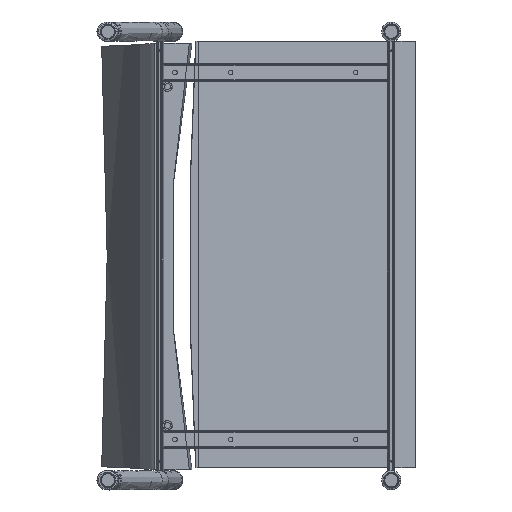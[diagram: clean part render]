
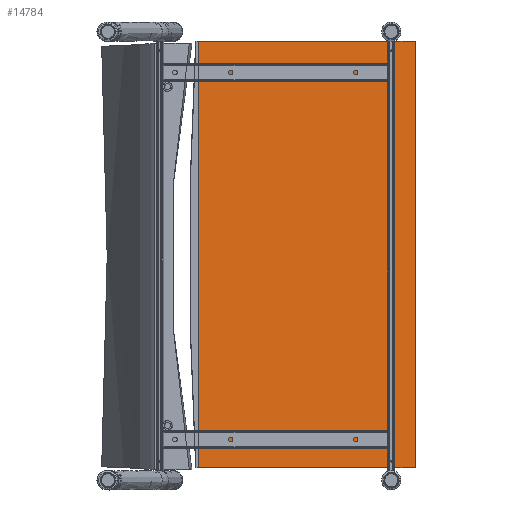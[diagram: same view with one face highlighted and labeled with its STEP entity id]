
A CAD part, front view. The second image highlights one B-rep face of the part: STEP entity #14784.
In plain terms, the highlighted face is planar.
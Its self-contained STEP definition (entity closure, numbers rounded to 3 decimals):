
#868=LINE('',#24184,#1492);
#869=LINE('',#24187,#1493);
#873=LINE('',#24195,#1497);
#874=LINE('',#24196,#1498);
#1492=VECTOR('',#18198,0.394);
#1493=VECTOR('',#18201,0.394);
#1497=VECTOR('',#18207,0.394);
#1498=VECTOR('',#18208,0.394);
#2075=PLANE('',#16049);
#2496=FACE_OUTER_BOUND('',#3676,.T.);
#3676=EDGE_LOOP('',(#10535,#10536,#10537,#10538));
#6499=VERTEX_POINT('',#24178);
#6501=VERTEX_POINT('',#24182);
#6502=VERTEX_POINT('',#24186);
#6505=VERTEX_POINT('',#24194);
#7890=EDGE_CURVE('',#6499,#6501,#868,.T.);
#7891=EDGE_CURVE('',#6499,#6502,#869,.T.);
#7895=EDGE_CURVE('',#6505,#6501,#873,.T.);
#7896=EDGE_CURVE('',#6505,#6502,#874,.T.);
#10535=ORIENTED_EDGE('',*,*,#7890,.T.);
#10536=ORIENTED_EDGE('',*,*,#7895,.F.);
#10537=ORIENTED_EDGE('',*,*,#7896,.T.);
#10538=ORIENTED_EDGE('',*,*,#7891,.F.);
#14784=ADVANCED_FACE('',(#2496),#2075,.F.);
#16049=AXIS2_PLACEMENT_3D('',#24193,#18205,#18206);
#18198=DIRECTION('',(0.,-1.,0.));
#18201=DIRECTION('',(-0.999,0.,-0.043));
#18205=DIRECTION('center_axis',(-0.043,0.,
0.999));
#18206=DIRECTION('ref_axis',(-0.999,0.,-0.043));
#18207=DIRECTION('',(0.999,0.,0.043));
#18208=DIRECTION('',(0.,1.,0.));
#24178=CARTESIAN_POINT('',(8.991,23.614,-1.257));
#24182=CARTESIAN_POINT('',(8.991,-10.386,-1.257));
#24184=CARTESIAN_POINT('',(8.991,6.614,-1.257));
#24186=CARTESIAN_POINT('',(-8.349,23.614,-2.));
#24187=CARTESIAN_POINT('',(9.178,23.614,-1.249));
#24193=CARTESIAN_POINT('Origin',(9.151,23.614,-1.25));
#24194=CARTESIAN_POINT('',(-8.349,-10.386,-2.));
#24195=CARTESIAN_POINT('',(0.444,-10.386,-1.623));
#24196=CARTESIAN_POINT('',(-8.349,-10.386,-2.));
